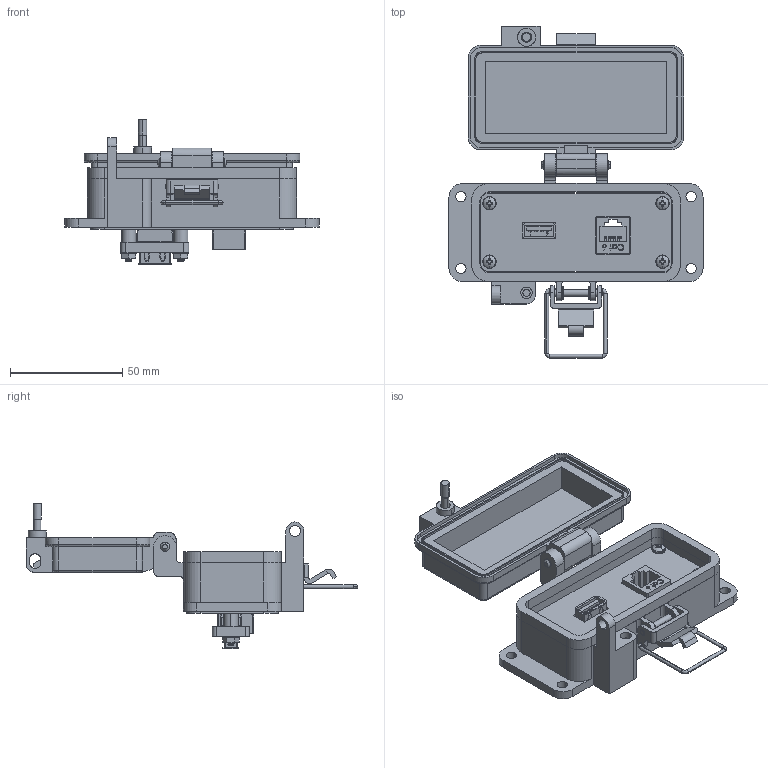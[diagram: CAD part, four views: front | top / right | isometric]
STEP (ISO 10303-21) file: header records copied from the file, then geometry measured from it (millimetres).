
FILE_DESCRIPTION (( 'STEP AP203' ), '1' );
FILE_NAME ('P-P22R62-F3RX_3D.STEP', '2021-10-29T14:03:15', ( '' ), ( '' ), 'SwSTEP 2.0', 'SolidWorks 2019', '' );
FILE_SCHEMA (( 'CONFIG_CONTROL_DESIGN' ));
Length unit declared in the file: millimetre
Products named in the file (16): 92005A124_METRIC PAN HEAD PHILLIPS MACHINE SCREW_92005A124; Z-300-RJ45CAT6; P-P22R62-F3RX_3D; P-P22R62-F3RX_TP060_1; P-P22R62-F3RX_BP180_1; Z-001-SPR_3_4; R62; P-P22R62-F3RX_TP180_2; -F3; Z-300-USB-A-FF; Z-000-4243316TFP; Z-002-4401_4HN_90675A005; P-P22R62-F3RX_FP060_1; Z-000-44011_4FH_90273A117; P22; Z-H-F3_B
Assembly tree (23 placements, depth 3):
  P-P22R62-F3RX_3D
    P-P22R62-F3RX_BP180_1
    P-P22R62-F3RX_TP060_1
    P-P22R62-F3RX_FP060_1
    P-P22R62-F3RX_TP180_2
    Z-000-4243316TFP  x3
    P22
      Z-300-USB-A-FF
    Z-000-44011_4FH_90273A117  x2
    Z-001-SPR_3_4  x2
    Z-002-4401_4HN_90675A005  x2
    R62
      Z-300-RJ45CAT6
    -F3
      Z-H-F3_B
    92005A124_METRIC PAN HEAD PHILLIPS MACHINE SCREW_92005A124  x4
Bounding box: 113 x 147.61 x 64.54 mm (x, y, z)
Volume: 92128.7 mm3; surface area: 73118.6 mm2
Topology: 29 solids, 29 shells, 2802 faces, 7903 edges, 5210 vertices
Faces by surface type: cylinder 1363, plane 990, bspline 249, cone 153, sphere 24, torus 23
Entity records: 73053 total; most frequent: CARTESIAN_POINT 27343, ORIENTED_EDGE 10134, DIRECTION 7842, EDGE_CURVE 5067, VERTEX_POINT 3343, LINE 3004, VECTOR 3004, AXIS2_PLACEMENT_3D 2419
